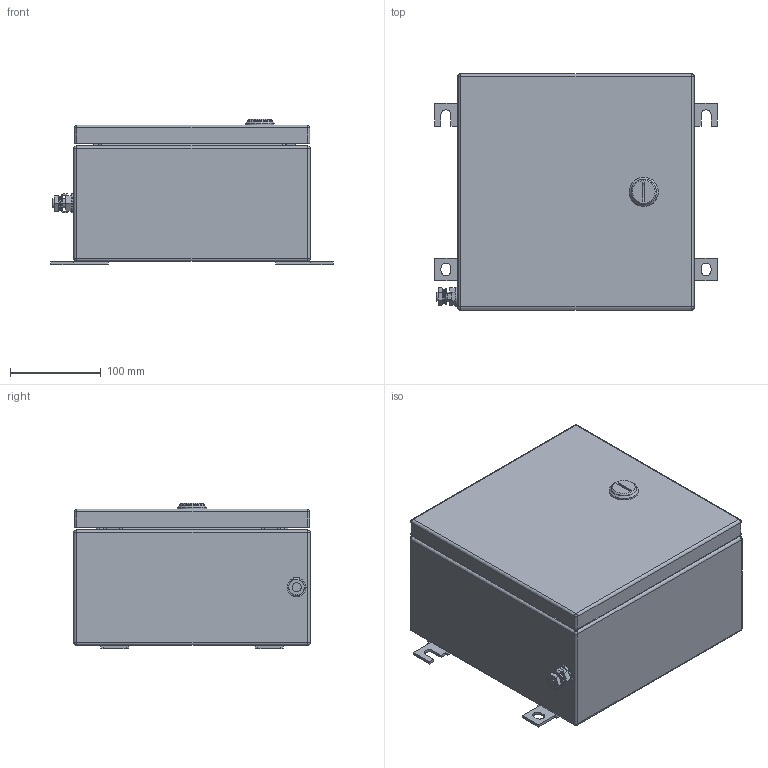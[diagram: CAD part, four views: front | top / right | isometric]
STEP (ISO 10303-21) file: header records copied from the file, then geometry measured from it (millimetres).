
FILE_DESCRIPTION(('CATIA V5 STEP Exchange','CAx-IF Rec.Pracs.--- Model Styling and Organization---1.4--- 2014-01-23'),'2;1');
FILE_NAME ('008763-10_4_1199900000_1199900000.stp','2019-09-20T12:04:35+00:00',('none'),('Weidmueller'),'CATIA Version 5-6 Release 2016 SP3 HF44','CATIA V5 STEP AP214','none');
FILE_SCHEMA(('AUTOMOTIVE_DESIGN { 1 0 10303 214 1 1 1 1 }'));
Length unit declared in the file: millimetre
Products named in the file (1): 1199900000
Bounding box: 311 x 260 x 159.8 mm (x, y, z)
Volume: 603802.9 mm3; surface area: 733522 mm2
Topology: 38 solids, 39 shells, 819 faces, 1914 edges, 1180 vertices
Faces by surface type: plane 389, cylinder 288, cone 92, sphere 24, torus 22, bspline 4
Entity records: 22234 total; most frequent: CARTESIAN_POINT 4565, ORIENTED_EDGE 3760, DIRECTION 3005, EDGE_CURVE 1880, AXIS2_PLACEMENT_3D 1282, VERTEX_POINT 1180, VECTOR 1091, LINE 1091
